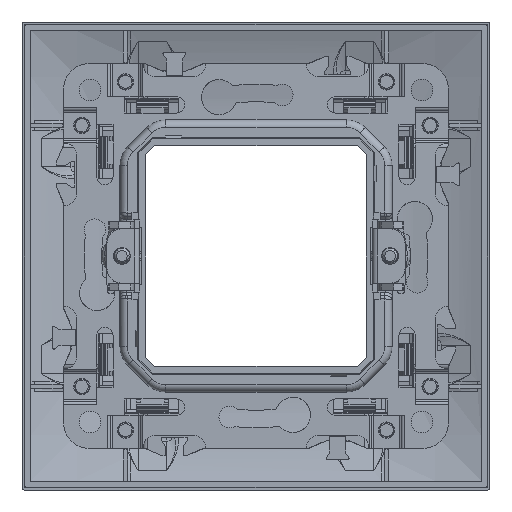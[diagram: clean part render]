
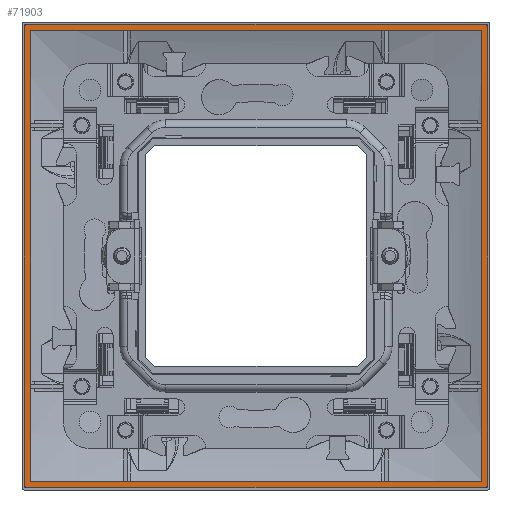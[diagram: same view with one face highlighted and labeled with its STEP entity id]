
A CAD part, front view. The second image highlights one B-rep face of the part: STEP entity #71903.
In plain terms, the highlighted planar face has unit normal (0, -1, 0).
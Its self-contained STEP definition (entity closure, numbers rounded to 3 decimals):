
#604 = VERTEX_POINT ( 'NONE', #91578 ) ;
#772 = ORIENTED_EDGE ( 'NONE', *, *, #77549, .T. ) ;
#1968 = LINE ( 'NONE', #49285, #98399 ) ;
#2579 = VERTEX_POINT ( 'NONE', #17102 ) ;
#2916 = CARTESIAN_POINT ( 'NONE',  ( 42.475, -0.5, -57.602 ) ) ;
#5039 = CARTESIAN_POINT ( 'NONE',  ( 41.5, -0.5, -58.5 ) ) ;
#5823 = VECTOR ( 'NONE', #58669, 1000. ) ;
#7444 = ORIENTED_EDGE ( 'NONE', *, *, #51981, .T. ) ;
#9428 = CARTESIAN_POINT ( 'NONE',  ( 42.476, -0.5, -142.398 ) ) ;
#10658 = EDGE_CURVE ( 'NONE', #76042, #604, #57432, .T. ) ;
#13845 = B_SPLINE_CURVE_WITH_KNOTS ( 'NONE', 3,
 ( #87745, #79329, #115952, #15775, #52331, #88937 ),
 .UNSPECIFIED., .F., .F.,
 ( 4, 2, 4 ),
 ( 0., 0.5, 1. ),
 .UNSPECIFIED. ) ;
#14726 = CARTESIAN_POINT ( 'NONE',  ( 42.295, -0.5, -57.505 ) ) ;
#15775 = CARTESIAN_POINT ( 'NONE',  ( -42.476, -0.5, -57.602 ) ) ;
#17102 = CARTESIAN_POINT ( 'NONE',  ( 42.295, -0.5, -142.495 ) ) ;
#18639 = CARTESIAN_POINT ( 'NONE',  ( -41.5, -0.5, -141.5 ) ) ;
#19229 = ORIENTED_EDGE ( 'NONE', *, *, #103064, .T. ) ;
#23457 = DIRECTION ( 'NONE',  ( 0., 0., 1. ) ) ;
#25435 = DIRECTION ( 'NONE',  ( -1., 0., 0. ) ) ;
#26733 = CARTESIAN_POINT ( 'NONE',  ( -42.495, -0.5, -57.705 ) ) ;
#27930 = DIRECTION ( 'NONE',  ( 0., 0., -1. ) ) ;
#28005 = CARTESIAN_POINT ( 'NONE',  ( 42.35, -0.5, -142.495 ) ) ;
#28499 = DIRECTION ( 'NONE',  ( 1., 0., 0. ) ) ;
#29094 = LINE ( 'NONE', #26733, #71413 ) ;
#29846 = VERTEX_POINT ( 'NONE', #102030 ) ;
#29972 = CARTESIAN_POINT ( 'NONE',  ( -41.5, -0.5, -141.5 ) ) ;
#33648 = CARTESIAN_POINT ( 'NONE',  ( 41.5, -0.5, -141.5 ) ) ;
#34370 = VERTEX_POINT ( 'NONE', #18639 ) ;
#34467 = CARTESIAN_POINT ( 'NONE',  ( 42.495, -0.5, -142.295 ) ) ;
#35447 = B_SPLINE_CURVE_WITH_KNOTS ( 'NONE', 3,
 ( #102858, #83060, #100519, #37489, #66227, #54898 ),
 .UNSPECIFIED., .F., .F.,
 ( 4, 2, 4 ),
 ( 0., 0.5, 1. ),
 .UNSPECIFIED. ) ;
#37489 = CARTESIAN_POINT ( 'NONE',  ( -42.398, -0.5, -142.476 ) ) ;
#38747 = ORIENTED_EDGE ( 'NONE', *, *, #84340, .T. ) ;
#40112 = DIRECTION ( 'NONE',  ( 1., 0., 0. ) ) ;
#40403 = DIRECTION ( 'NONE',  ( -1., 0., 0. ) ) ;
#42055 = EDGE_CURVE ( 'NONE', #71390, #34370, #1968, .T. ) ;
#42201 = EDGE_CURVE ( 'NONE', #68607, #91807, #42624, .T. ) ;
#42624 = LINE ( 'NONE', #33648, #69576 ) ;
#46805 = CARTESIAN_POINT ( 'NONE',  ( 42.295, -0.5, -57.505 ) ) ;
#49285 = CARTESIAN_POINT ( 'NONE',  ( -41.5, -0.5, -58.5 ) ) ;
#51981 = EDGE_CURVE ( 'NONE', #103666, #29846, #79399, .T. ) ;
#52331 = CARTESIAN_POINT ( 'NONE',  ( -42.495, -0.5, -57.649 ) ) ;
#54416 = CARTESIAN_POINT ( 'NONE',  ( -42.495, -0.5, -57.705 ) ) ;
#54898 = CARTESIAN_POINT ( 'NONE',  ( -42.295, -0.5, -142.495 ) ) ;
#55771 = CARTESIAN_POINT ( 'NONE',  ( -41.5, -0.5, -58.5 ) ) ;
#56293 = EDGE_LOOP ( 'NONE', ( #80239, #73983, #107602, #69398 ) ) ;
#57432 = LINE ( 'NONE', #58606, #116509 ) ;
#58606 = CARTESIAN_POINT ( 'NONE',  ( 42.495, -0.5, -142.295 ) ) ;
#58669 = DIRECTION ( 'NONE',  ( 1., 0., 0. ) ) ;
#60790 = LINE ( 'NONE', #5039, #87042 ) ;
#65073 = CARTESIAN_POINT ( 'NONE',  ( 0., -0.5, -100. ) ) ;
#65656 = PLANE ( 'NONE',  #73536 ) ;
#66227 = CARTESIAN_POINT ( 'NONE',  ( -42.351, -0.5, -142.495 ) ) ;
#66469 = ORIENTED_EDGE ( 'NONE', *, *, #88748, .T. ) ;
#66813 = DIRECTION ( 'NONE',  ( 0., 1., 0. ) ) ;
#66931 = B_SPLINE_CURVE_WITH_KNOTS ( 'NONE', 3,
 ( #94068, #111510, #2916, #100768, #98680, #14726 ),
 .UNSPECIFIED., .F., .F.,
 ( 4, 2, 4 ),
 ( 0., 0.5, 1. ),
 .UNSPECIFIED. ) ;
#68230 = CARTESIAN_POINT ( 'NONE',  ( -42.295, -0.5, -142.495 ) ) ;
#68607 = VERTEX_POINT ( 'NONE', #100574 ) ;
#69398 = ORIENTED_EDGE ( 'NONE', *, *, #42055, .F. ) ;
#69576 = VECTOR ( 'NONE', #23457, 1000. ) ;
#71390 = VERTEX_POINT ( 'NONE', #55771 ) ;
#71413 = VECTOR ( 'NONE', #27930, 1000. ) ;
#71903 = ADVANCED_FACE ( 'NONE', ( #92673, #93265 ), #65656, .F. ) ;
#72028 = EDGE_CURVE ( 'NONE', #91807, #71390, #60790, .T. ) ;
#72963 = CARTESIAN_POINT ( 'NONE',  ( 42.495, -0.5, -142.351 ) ) ;
#73536 = AXIS2_PLACEMENT_3D ( 'NONE', #65073, #66813, #28499 ) ;
#73983 = ORIENTED_EDGE ( 'NONE', *, *, #42201, .F. ) ;
#75859 = EDGE_CURVE ( 'NONE', #604, #103666, #66931, .T. ) ;
#76042 = VERTEX_POINT ( 'NONE', #34467 ) ;
#77549 = EDGE_CURVE ( 'NONE', #29846, #89556, #13845, .T. ) ;
#79329 = CARTESIAN_POINT ( 'NONE',  ( -42.35, -0.5, -57.505 ) ) ;
#79384 = CARTESIAN_POINT ( 'NONE',  ( -42.295, -0.5, -142.495 ) ) ;
#79399 = LINE ( 'NONE', #88396, #80624 ) ;
#79427 = EDGE_CURVE ( 'NONE', #34370, #68607, #86275, .T. ) ;
#80239 = ORIENTED_EDGE ( 'NONE', *, *, #72028, .F. ) ;
#80624 = VECTOR ( 'NONE', #25435, 1000. ) ;
#83060 = CARTESIAN_POINT ( 'NONE',  ( -42.495, -0.5, -142.35 ) ) ;
#83153 = CARTESIAN_POINT ( 'NONE',  ( 42.295, -0.5, -142.495 ) ) ;
#83559 = B_SPLINE_CURVE_WITH_KNOTS ( 'NONE', 3,
 ( #83153, #28005, #102361, #9428, #72963, #83738 ),
 .UNSPECIFIED., .F., .F.,
 ( 4, 2, 4 ),
 ( 0., 0.5, 1. ),
 .UNSPECIFIED. ) ;
#83738 = CARTESIAN_POINT ( 'NONE',  ( 42.495, -0.5, -142.295 ) ) ;
#84340 = EDGE_CURVE ( 'NONE', #99289, #104246, #35447, .T. ) ;
#86275 = LINE ( 'NONE', #29972, #108832 ) ;
#87042 = VECTOR ( 'NONE', #40403, 1000. ) ;
#87218 = CARTESIAN_POINT ( 'NONE',  ( 41.5, -0.5, -58.5 ) ) ;
#87745 = CARTESIAN_POINT ( 'NONE',  ( -42.295, -0.5, -57.505 ) ) ;
#88396 = CARTESIAN_POINT ( 'NONE',  ( 42.295, -0.5, -57.505 ) ) ;
#88748 = EDGE_CURVE ( 'NONE', #2579, #76042, #83559, .T. ) ;
#88937 = CARTESIAN_POINT ( 'NONE',  ( -42.495, -0.5, -57.705 ) ) ;
#89556 = VERTEX_POINT ( 'NONE', #54416 ) ;
#91578 = CARTESIAN_POINT ( 'NONE',  ( 42.495, -0.5, -57.705 ) ) ;
#91807 = VERTEX_POINT ( 'NONE', #87218 ) ;
#92673 = FACE_BOUND ( 'NONE', #56293, .T. ) ;
#93265 = FACE_OUTER_BOUND ( 'NONE', #118493, .T. ) ;
#94068 = CARTESIAN_POINT ( 'NONE',  ( 42.495, -0.5, -57.705 ) ) ;
#95203 = DIRECTION ( 'NONE',  ( 0., 0., 1. ) ) ;
#98399 = VECTOR ( 'NONE', #103899, 1000. ) ;
#98680 = CARTESIAN_POINT ( 'NONE',  ( 42.351, -0.5, -57.505 ) ) ;
#98886 = CARTESIAN_POINT ( 'NONE',  ( -42.495, -0.5, -142.295 ) ) ;
#99289 = VERTEX_POINT ( 'NONE', #98886 ) ;
#100519 = CARTESIAN_POINT ( 'NONE',  ( -42.475, -0.5, -142.398 ) ) ;
#100574 = CARTESIAN_POINT ( 'NONE',  ( 41.5, -0.5, -141.5 ) ) ;
#100768 = CARTESIAN_POINT ( 'NONE',  ( 42.398, -0.5, -57.524 ) ) ;
#102030 = CARTESIAN_POINT ( 'NONE',  ( -42.295, -0.5, -57.505 ) ) ;
#102361 = CARTESIAN_POINT ( 'NONE',  ( 42.398, -0.5, -142.475 ) ) ;
#102858 = CARTESIAN_POINT ( 'NONE',  ( -42.495, -0.5, -142.295 ) ) ;
#103064 = EDGE_CURVE ( 'NONE', #89556, #99289, #29094, .T. ) ;
#103666 = VERTEX_POINT ( 'NONE', #46805 ) ;
#103899 = DIRECTION ( 'NONE',  ( 0., 0., -1. ) ) ;
#104246 = VERTEX_POINT ( 'NONE', #79384 ) ;
#104276 = LINE ( 'NONE', #68230, #5823 ) ;
#107602 = ORIENTED_EDGE ( 'NONE', *, *, #79427, .F. ) ;
#108832 = VECTOR ( 'NONE', #40112, 1000. ) ;
#111510 = CARTESIAN_POINT ( 'NONE',  ( 42.495, -0.5, -57.65 ) ) ;
#114555 = ORIENTED_EDGE ( 'NONE', *, *, #10658, .T. ) ;
#115878 = EDGE_CURVE ( 'NONE', #104246, #2579, #104276, .T. ) ;
#115952 = CARTESIAN_POINT ( 'NONE',  ( -42.398, -0.5, -57.525 ) ) ;
#116509 = VECTOR ( 'NONE', #95203, 1000. ) ;
#116576 = ORIENTED_EDGE ( 'NONE', *, *, #115878, .T. ) ;
#118001 = ORIENTED_EDGE ( 'NONE', *, *, #75859, .T. ) ;
#118493 = EDGE_LOOP ( 'NONE', ( #116576, #66469, #114555, #118001, #7444, #772, #19229, #38747 ) ) ;
